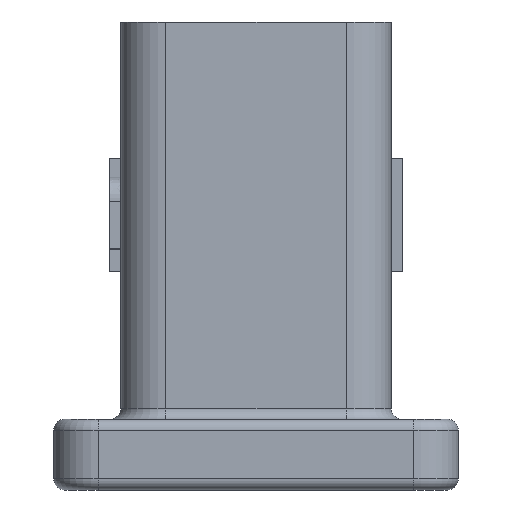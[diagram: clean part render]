
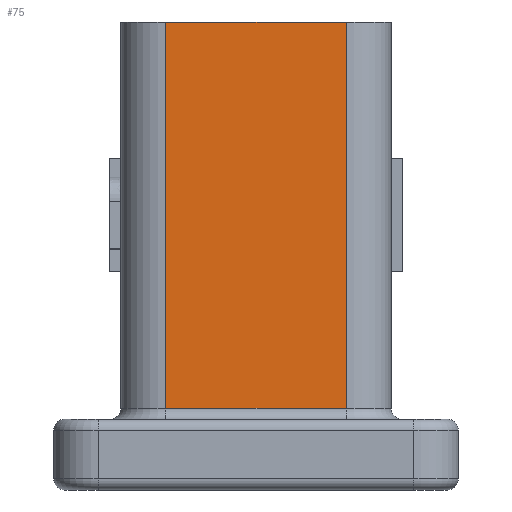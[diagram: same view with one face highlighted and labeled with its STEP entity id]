
A CAD part, left-side view. The second image highlights one B-rep face of the part: STEP entity #75.
In plain terms, the highlighted planar face has unit normal (-1, 0, 0).
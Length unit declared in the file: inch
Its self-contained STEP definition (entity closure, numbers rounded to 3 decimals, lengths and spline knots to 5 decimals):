
#73 = EDGE_LOOP ( 'NONE', ( #318, #667, #637, #342 ) ) ;
#75 = ADVANCED_FACE ( 'NONE', ( #2236 ), #2303, .T. ) ;
#318 = ORIENTED_EDGE ( 'NONE', *, *, #338, .T. ) ;
#338 = EDGE_CURVE ( 'NONE', #664, #343, #4373, .T. ) ;
#342 = ORIENTED_EDGE ( 'NONE', *, *, #687, .F. ) ;
#343 = VERTEX_POINT ( 'NONE', #4363 ) ;
#606 = EDGE_CURVE ( 'NONE', #624, #622, #4900, .T. ) ;
#622 = VERTEX_POINT ( 'NONE', #4921 ) ;
#624 = VERTEX_POINT ( 'NONE', #4920 ) ;
#637 = ORIENTED_EDGE ( 'NONE', *, *, #606, .T. ) ;
#647 = EDGE_CURVE ( 'NONE', #343, #624, #4983, .T. ) ;
#664 = VERTEX_POINT ( 'NONE', #5074 ) ;
#667 = ORIENTED_EDGE ( 'NONE', *, *, #647, .T. ) ;
#687 = EDGE_CURVE ( 'NONE', #664, #622, #5156, .T. ) ;
#2236 = FACE_OUTER_BOUND ( 'NONE', #73, .T. ) ;
#2258 = DIRECTION ( 'NONE',  ( 0., 0., 1. ) ) ;
#2268 = CARTESIAN_POINT ( 'NONE',  ( -0.32337, -0.03937, -0.354 ) ) ;
#2279 = DIRECTION ( 'NONE',  ( -1., 0., 0. ) ) ;
#2280 = AXIS2_PLACEMENT_3D ( 'NONE', #2268, #2279, #2258 ) ;
#2303 = PLANE ( 'NONE',  #2280 ) ;
#4363 = CARTESIAN_POINT ( 'NONE',  ( -0.32337, 0.16137, -0.344 ) ) ;
#4371 = VECTOR ( 'NONE', #4410, 39.37008 ) ;
#4372 = CARTESIAN_POINT ( 'NONE',  ( -0.32337, 0.16137, -0.354 ) ) ;
#4373 = LINE ( 'NONE', #4372, #4371 ) ;
#4410 = DIRECTION ( 'NONE',  ( 0., 0., -1. ) ) ;
#4900 = LINE ( 'NONE', #4935, #4934 ) ;
#4920 = CARTESIAN_POINT ( 'NONE',  ( -0.32337, 0.00063, -0.344 ) ) ;
#4921 = CARTESIAN_POINT ( 'NONE',  ( -0.32337, 0.00063, 0. ) ) ;
#4933 = DIRECTION ( 'NONE',  ( 0., 0., 1. ) ) ;
#4934 = VECTOR ( 'NONE', #4933, 39.37008 ) ;
#4935 = CARTESIAN_POINT ( 'NONE',  ( -0.32337, 0.00063, -0.354 ) ) ;
#4978 = DIRECTION ( 'NONE',  ( 0., -1., 0. ) ) ;
#4979 = VECTOR ( 'NONE', #4978, 39.37008 ) ;
#4980 = CARTESIAN_POINT ( 'NONE',  ( -0.32337, 0.00063, -0.344 ) ) ;
#4983 = LINE ( 'NONE', #4980, #4979 ) ;
#5074 = CARTESIAN_POINT ( 'NONE',  ( -0.32337, 0.16137, 0. ) ) ;
#5148 = DIRECTION ( 'NONE',  ( 0., -1., 0. ) ) ;
#5154 = VECTOR ( 'NONE', #5148, 39.37008 ) ;
#5155 = CARTESIAN_POINT ( 'NONE',  ( -0.32337, -0.03937, 0. ) ) ;
#5156 = LINE ( 'NONE', #5155, #5154 ) ;
